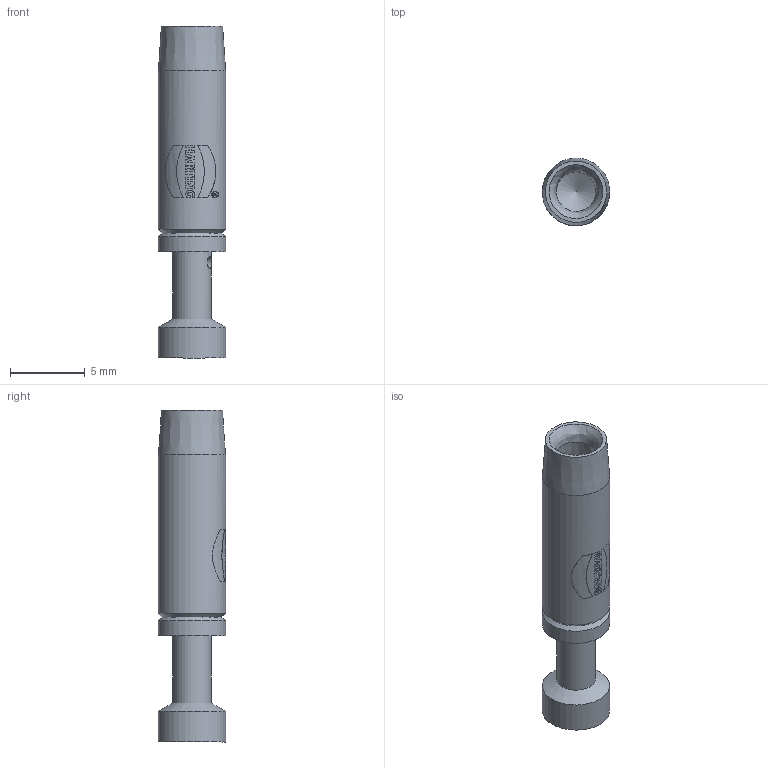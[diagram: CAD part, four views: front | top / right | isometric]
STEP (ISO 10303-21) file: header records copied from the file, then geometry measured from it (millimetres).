
FILE_DESCRIPTION(/* description */ (''),/* implementation_level */ '2;1');
FILE_NAME(/* name */ '100554046ugm000_b.stp',/* time_stamp */ '2017-09-28T16:52:32+02:00',/* author */ (''),/* organization */ (''),/* preprocessor_version */ 'ST-DEVELOPER v16',/* originating_system */ 'SIEMENS PLM Software NX 10.0',/* authorisation */ '');
FILE_SCHEMA (('AUTOMOTIVE_DESIGN { 1 0 10303 214 3 1 1 1 }'));
Length unit declared in the file: millimetre
Products named in the file (1): 100554046ugm000_b
Bounding box: 4.5 x 4.5 x 22.2 mm (x, y, z)
Volume: 197.3 mm3; surface area: 467.3 mm2
Topology: 1 solids, 1 shells, 120 faces, 298 edges, 198 vertices
Faces by surface type: plane 77, cylinder 32, cone 8, extrusion 2, bspline 1
Full cylindrical faces by diameter (mm): 0.385 x1, 0.455 x1, 0.8 x1, 1.45 x1, 2.6 x1, 3.05 x1, 4.5 x3
Entity records: 4872 total; most frequent: CARTESIAN_POINT 1338, DIRECTION 585, ORIENTED_EDGE 550, EDGE_CURVE 275, AXIS2_PLACEMENT_3D 217, VERTEX_POINT 193, EDGE_LOOP 156, VECTOR 151
